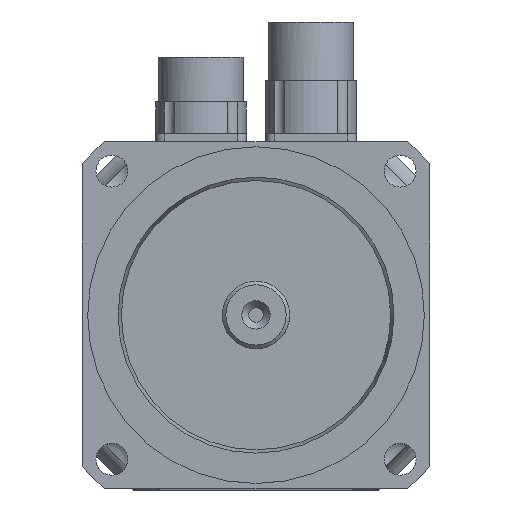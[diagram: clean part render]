
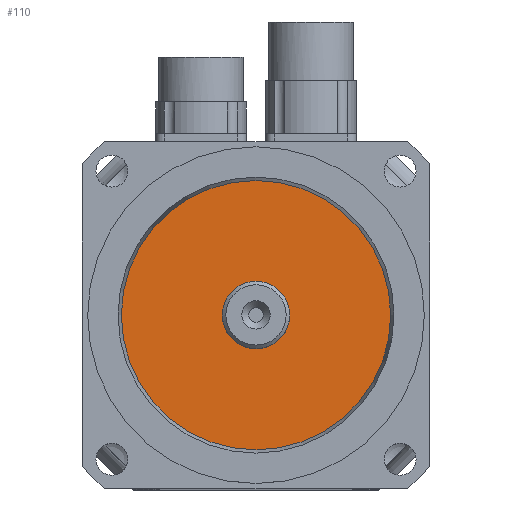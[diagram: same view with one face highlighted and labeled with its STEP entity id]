
A CAD part, top view. The second image highlights one B-rep face of the part: STEP entity #110.
In plain terms, the highlighted free-form (B-spline) face has degree [1, 1] with [2, 2] control points.
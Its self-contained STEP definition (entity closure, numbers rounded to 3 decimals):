
#83=CARTESIAN_POINT('',(-38.0,38.0,188.5));
#84=CARTESIAN_POINT('',(38.0,38.0,188.5));
#85=CARTESIAN_POINT('',(-38.0,-38.0,188.5));
#86=CARTESIAN_POINT('',(38.0,-38.0,188.5));
#87=B_SPLINE_SURFACE_WITH_KNOTS('',1,1,((#83,#85),(#84,#86)),.UNSPECIFIED.,.F.,.F.,.U.,(2,2),(2,2),(0.0,76.0),(0.0,76.0),.UNSPECIFIED.);
#88=CARTESIAN_POINT('',(38.0,0.0,188.5));
#89=VERTEX_POINT('',#88);
#90=CARTESIAN_POINT('',(0.0,0.0,188.5));
#91=DIRECTION('',(0.0,0.0,1.0));
#92=DIRECTION('',(1.0,0.0,0.0));
#93=AXIS2_PLACEMENT_3D('',#90,#91,#92);
#94=CIRCLE('',#93,38.0);
#95=EDGE_CURVE('',#89,#89,#94,.T.);
#96=ORIENTED_EDGE('',*,*,#95,.T.);
#97=EDGE_LOOP('',(#96));
#98=FACE_OUTER_BOUND('',#97,.T.);
#99=CARTESIAN_POINT('',(9.5,0.,188.5));
#100=VERTEX_POINT('',#99);
#101=CARTESIAN_POINT('',(0.0,0.0,188.5));
#102=DIRECTION('',(0.0,0.0,-1.0));
#103=DIRECTION('',(-1.0,0.0,0.0));
#104=AXIS2_PLACEMENT_3D('',#101,#102,#103);
#105=CIRCLE('',#104,9.5);
#106=EDGE_CURVE('',#100,#100,#105,.T.);
#107=ORIENTED_EDGE('',*,*,#106,.T.);
#108=EDGE_LOOP('',(#107));
#109=FACE_BOUND('',#108,.T.);
#110=ADVANCED_FACE('',(#98,#109),#87,.F.);
